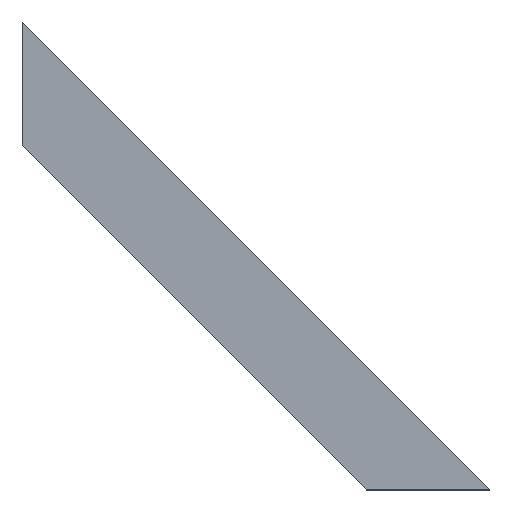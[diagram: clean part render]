
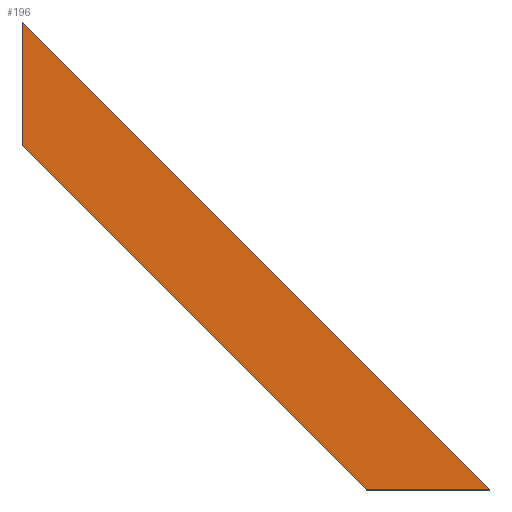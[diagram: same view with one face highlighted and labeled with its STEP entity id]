
A CAD part, top view. The second image highlights one B-rep face of the part: STEP entity #196.
In plain terms, the highlighted planar face has unit normal (0, 0, 1).
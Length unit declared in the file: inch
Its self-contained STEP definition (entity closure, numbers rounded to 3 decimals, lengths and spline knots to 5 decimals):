
#17=FACE_OUTER_BOUND('',#27,.T.);
#27=EDGE_LOOP('',(#130,#131,#132,#133));
#41=LINE('',#290,#65);
#42=LINE('',#294,#66);
#43=LINE('',#295,#67);
#44=LINE('',#296,#68);
#65=VECTOR('',#242,39.37008);
#66=VECTOR('',#245,39.37008);
#67=VECTOR('',#246,39.37008);
#68=VECTOR('',#247,39.37008);
#87=VERTEX_POINT('',#284);
#89=VERTEX_POINT('',#288);
#90=VERTEX_POINT('',#292);
#91=VERTEX_POINT('',#293);
#105=EDGE_CURVE('',#87,#89,#41,.T.);
#106=EDGE_CURVE('',#90,#91,#42,.T.);
#107=EDGE_CURVE('',#91,#87,#43,.T.);
#108=EDGE_CURVE('',#89,#90,#44,.T.);
#130=ORIENTED_EDGE('',*,*,#106,.T.);
#131=ORIENTED_EDGE('',*,*,#107,.T.);
#132=ORIENTED_EDGE('',*,*,#105,.T.);
#133=ORIENTED_EDGE('',*,*,#108,.T.);
#175=PLANE('',#226);
#196=ADVANCED_FACE('',(#17),#175,.T.);
#226=AXIS2_PLACEMENT_3D('',#291,#243,#244);
#242=DIRECTION('',(-0.707,0.707,0.));
#243=DIRECTION('center_axis',(0.,0.,1.));
#244=DIRECTION('ref_axis',(1.,0.,0.));
#245=DIRECTION('',(0.707,-0.707,0.));
#246=DIRECTION('',(1.,0.,0.));
#247=DIRECTION('',(0.,-1.,0.));
#284=CARTESIAN_POINT('',(10.25,-30.125,0.875));
#288=CARTESIAN_POINT('',(0.875,-20.75,0.875));
#290=CARTESIAN_POINT('',(5.51497,-25.38997,0.875));
#291=CARTESIAN_POINT('Origin',(-7.5625,-25.,0.875));
#292=CARTESIAN_POINT('',(0.875,-23.22487,0.875));
#293=CARTESIAN_POINT('',(7.77513,-30.125,0.875));
#294=CARTESIAN_POINT('',(0.875,-23.22487,0.875));
#295=CARTESIAN_POINT('',(-7.5625,-30.125,0.875));
#296=CARTESIAN_POINT('',(0.875,-25.,0.875));
